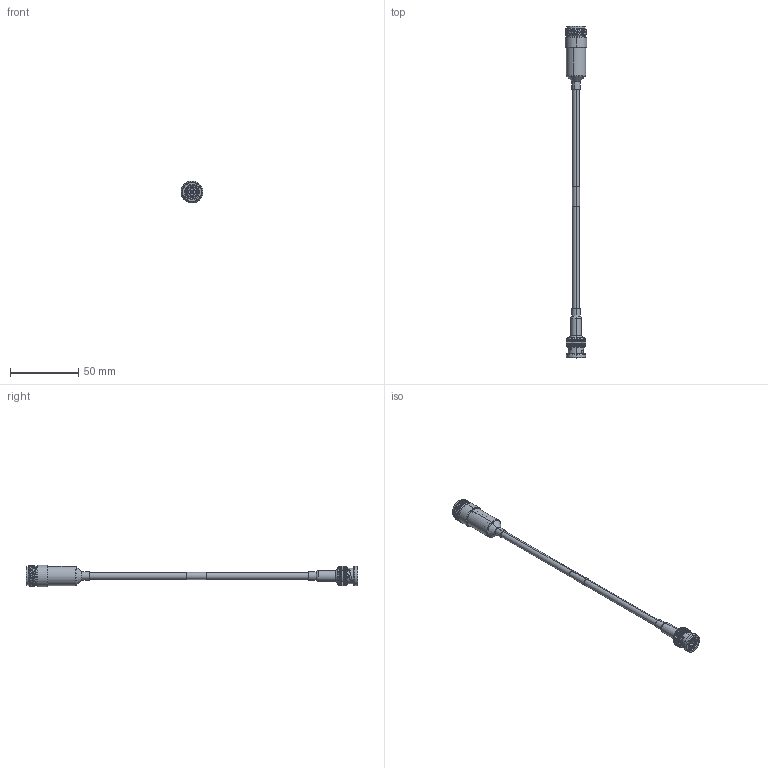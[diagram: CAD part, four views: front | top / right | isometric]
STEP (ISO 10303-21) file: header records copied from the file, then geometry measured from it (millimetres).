
FILE_DESCRIPTION (( 'STEP AP214' ), '1' );
FILE_NAME ('FMC00516_3D.STEP', '2021-11-08T16:35:04', ( '' ), ( '' ), 'SwSTEP 2.0', 'SolidWorks 2021', '' );
FILE_SCHEMA (( 'AUTOMOTIVE_DESIGN' ));
Length unit declared in the file: inch
Products named in the file (6): SC9302; THRINK TUBING RG58C_3; PE4016 ｦ SC6025_CRIMPED; FMC00516_3D; RG58_WITH LABEL; THRINK TUBING RG58C
Assembly tree (5 placements, depth 2):
  FMC00516_3D
    RG58_WITH LABEL
    PE4016 ｦ SC6025_CRIMPED
    THRINK TUBING RG58C
    SC9302
    THRINK TUBING RG58C_3
Bounding box: 15.88 x 242.38 x 15.88 mm (x, y, z)
Volume: 10826.8 mm3; surface area: 12660.7 mm2
Topology: 9 solids, 9 shells, 652 faces, 1510 edges, 900 vertices
Faces by surface type: plane 218, cylinder 205, cone 192, torus 20, bspline 15, sphere 2
Entity records: 21940 total; most frequent: CARTESIAN_POINT 7026, ORIENTED_EDGE 3020, DIRECTION 2967, EDGE_CURVE 1510, AXIS2_PLACEMENT_3D 1240, VERTEX_POINT 900, EDGE_LOOP 692, ADVANCED_FACE 652
